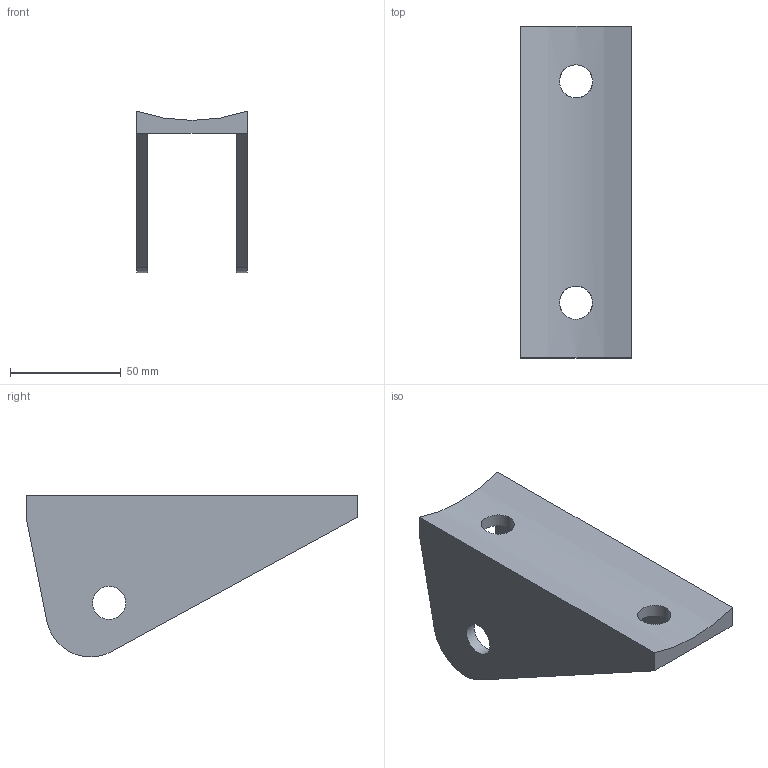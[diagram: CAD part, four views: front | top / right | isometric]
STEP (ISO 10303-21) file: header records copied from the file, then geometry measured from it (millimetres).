
FILE_DESCRIPTION(/* description */ (''),/* implementation_level */ '2;1');
FILE_NAME(/* name */ 'haus atas revisi revisi.stp',/* time_stamp */ '2019-07-29T08:39:09+07:00',/* author */ ('BARLY'),/* organization */ (''),/* preprocessor_version */ 'ST-DEVELOPER v18',/* originating_system */ 'Autodesk Inventor 2020',/* authorisation */ '');
FILE_SCHEMA (('AUTOMOTIVE_DESIGN { 1 0 10303 214 3 1 1 }'));
Length unit declared in the file: millimetre
Products named in the file (1): haus atas revisi revisi
Bounding box: 50 x 150 x 73.17 mm (x, y, z)
Volume: 103561.3 mm3; surface area: 40546.6 mm2
Topology: 1 solids, 1 shells, 18 faces, 47 edges, 31 vertices
Faces by surface type: plane 11, cylinder 7
Full cylindrical faces by diameter (mm): 15 x4
Entity records: 677 total; most frequent: CARTESIAN_POINT 163, DIRECTION 98, ORIENTED_EDGE 94, EDGE_CURVE 47, AXIS2_PLACEMENT_3D 34, VERTEX_POINT 31, LINE 30, VECTOR 30
